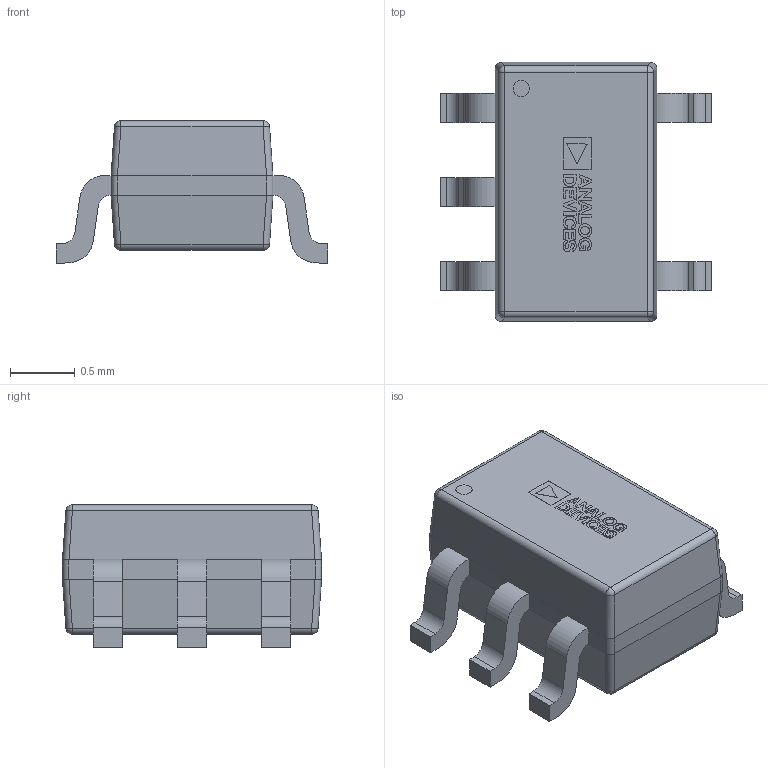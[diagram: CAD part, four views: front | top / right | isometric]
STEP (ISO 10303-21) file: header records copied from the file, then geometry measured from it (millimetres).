
FILE_DESCRIPTION (( 'STEP AP214' ), '1' );
FILE_NAME ('AD8565AKSZ-REEL7.STEP', '2022-10-15T08:09:37', ( '' ), ( '' ), 'SwSTEP 2.0', 'SolidWorks 2022', '' );
FILE_SCHEMA (( 'AUTOMOTIVE_DESIGN' ));
Length unit declared in the file: millimetre
Products named in the file (3): Analog Devices logo_1mm-LAPTOP-NQA1DCQ3; AD8565AKSZ-REEL7_5 PIN; AD8565AKSZ-REEL7
Assembly tree (2 placements, depth 2):
  AD8565AKSZ-REEL7
    AD8565AKSZ-REEL7_5 PIN
    Analog Devices logo_1mm-LAPTOP-NQA1DCQ3
Bounding box: 2.1 x 2 x 1.1 mm (x, y, z)
Volume: 2.6 mm3; surface area: 14.3 mm2
Topology: 21 solids, 21 shells, 276 faces, 675 edges, 442 vertices
Faces by surface type: plane 168, bspline 56, cylinder 44, sphere 8
Entity records: 9320 total; most frequent: CARTESIAN_POINT 2150, ORIENTED_EDGE 1350, DIRECTION 1077, EDGE_CURVE 675, VECTOR 483, LINE 483, VERTEX_POINT 442, AXIS2_PLACEMENT_3D 297
